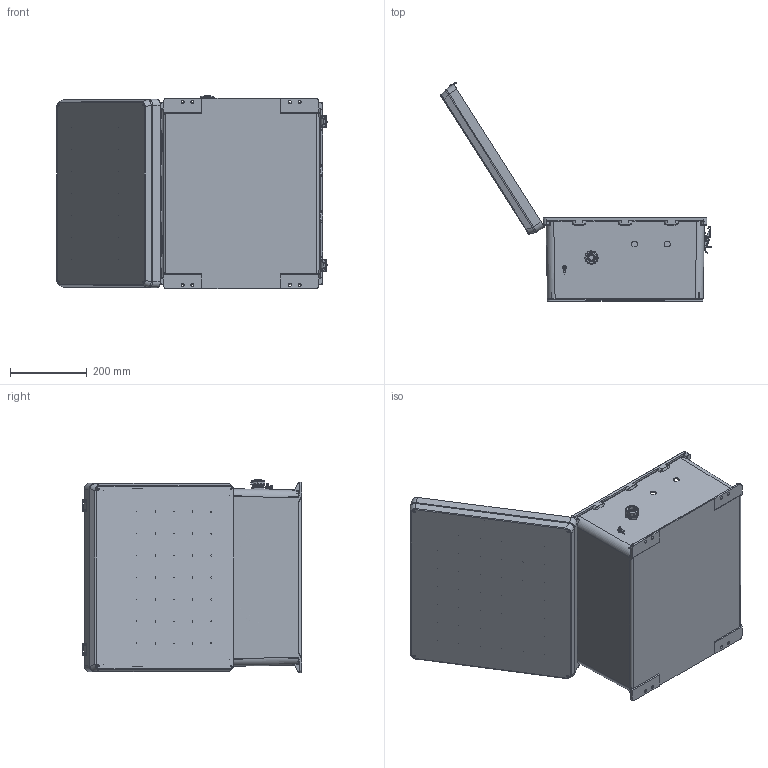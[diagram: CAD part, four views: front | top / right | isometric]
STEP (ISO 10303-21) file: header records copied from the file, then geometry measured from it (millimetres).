
FILE_DESCRIPTION (( 'STEP AP214' ), '1' );
FILE_NAME ('TEF181608-400.STEP', '2019-05-09T16:41:53', ( '' ), ( '' ), 'SwSTEP 2.0', 'SolidWorks 2018', '' );
FILE_SCHEMA (( 'AUTOMOTIVE_DESIGN' ));
Length unit declared in the file: inch
Products named in the file (25): 10-32 NEMA PLATE SCREW; XC-0003; XFN-0005; XCT-0005; XF685-01; NB181608-DoorClasp-2; NEMA 14-400 GroundWire; XFW-0004; XFW-0002; XF513-01; XCT-0010; X-ASSY-HYP218-2; NB181608-Lid; NB181608-Hinge; XFS-0065; XFN-0013; XFS-0026; NB181608-DoorClasp-1; NB181608-Box; XFS-0017; XFN-0003; XCT-0011; XF797-02; XCTB-0002; TEF181608-400
Assembly tree (37 placements, depth 2):
  TEF181608-400
    NB181608-Box
    NB181608-Hinge  x2
    NB181608-Lid
    NB181608-DoorClasp-1  x2
    NB181608-DoorClasp-2  x2
    XF685-01
    XCTB-0002
    10-32 NEMA PLATE SCREW  x4
    XFN-0013  x2
    XF797-02
    XFS-0017  x5
    XCT-0011
    XCT-0010
    XFN-0003  x2
    XC-0003
    XCT-0005
    XFW-0002
    XFS-0026
    XF513-01
    XFS-0065
    X-ASSY-HYP218-2
    XFW-0004  x2
    XFN-0005
    NEMA 14-400 GroundWire
Bounding box: 703.32 x 571.16 x 502.84 mm (x, y, z)
Volume: 3552653.4 mm3; surface area: 2174971.6 mm2
Topology: 43 solids, 44 shells, 3982 faces, 10083 edges, 6195 vertices
Faces by surface type: plane 1339, cylinder 1289, cone 823, torus 311, bspline 204, sphere 16
Entity records: 114378 total; most frequent: CARTESIAN_POINT 29119, ORIENTED_EDGE 15202, DIRECTION 15007, EDGE_CURVE 7601, AXIS2_PLACEMENT_3D 5590, VERTEX_POINT 4738, LINE 3827, VECTOR 3827
